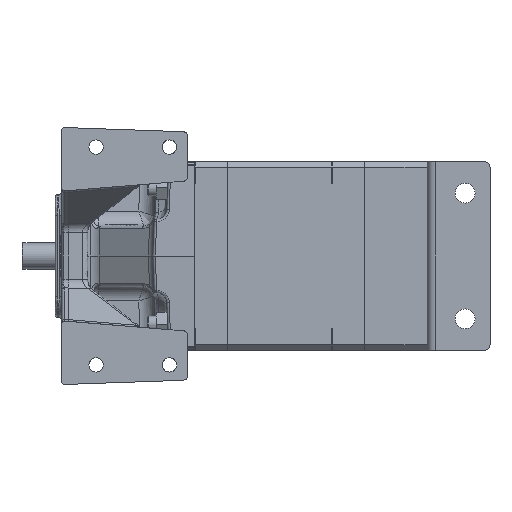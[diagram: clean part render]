
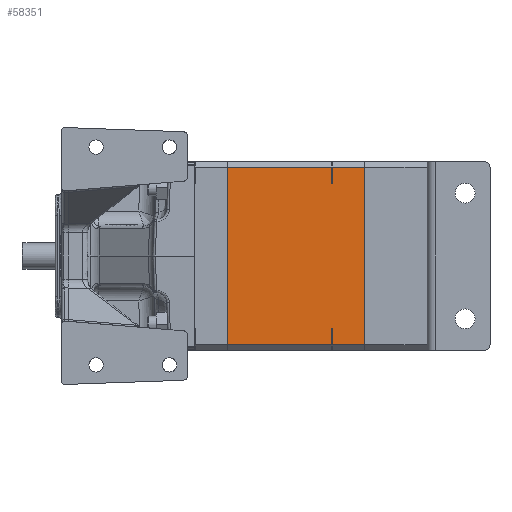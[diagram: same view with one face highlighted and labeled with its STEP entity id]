
A CAD part, front view. The second image highlights one B-rep face of the part: STEP entity #58351.
In plain terms, the highlighted planar face has unit normal (0, -1, 0).
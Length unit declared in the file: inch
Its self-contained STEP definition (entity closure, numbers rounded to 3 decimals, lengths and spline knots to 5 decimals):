
#847 = EDGE_CURVE ( 'NONE', #174576, #140200, #91820, .T. ) ;
#936 = DIRECTION ( 'NONE',  ( 0., 0., 1. ) ) ;
#2051 = DIRECTION ( 'NONE',  ( -1., 0., 0. ) ) ;
#5356 = VECTOR ( 'NONE', #108017, 39.37008 ) ;
#6653 = CARTESIAN_POINT ( 'NONE',  ( 6.5355, -6., 4.54 ) ) ;
#6720 = VECTOR ( 'NONE', #33988, 39.37008 ) ;
#8958 = CARTESIAN_POINT ( 'NONE',  ( 1.5655, -6., 3.47948 ) ) ;
#10238 = CARTESIAN_POINT ( 'NONE',  ( 8.2905, -6., -4.25 ) ) ;
#10960 = VERTEX_POINT ( 'NONE', #114910 ) ;
#11115 = CARTESIAN_POINT ( 'NONE',  ( 1.5655, -6., 4.54 ) ) ;
#11326 = ORIENTED_EDGE ( 'NONE', *, *, #92019, .F. ) ;
#18074 = DIRECTION ( 'NONE',  ( 0., 0., -1. ) ) ;
#20131 = CARTESIAN_POINT ( 'NONE',  ( 6.5355, -6., 4.25 ) ) ;
#20540 = VECTOR ( 'NONE', #70311, 39.37008 ) ;
#21589 = CARTESIAN_POINT ( 'NONE',  ( 1.5525, -6., 3.47948 ) ) ;
#22020 = ORIENTED_EDGE ( 'NONE', *, *, #160987, .T. ) ;
#22561 = LINE ( 'NONE', #187196, #20540 ) ;
#23516 = FACE_OUTER_BOUND ( 'NONE', #85578, .T. ) ;
#24950 = DIRECTION ( 'NONE',  ( 1., 0., 0. ) ) ;
#31353 = CARTESIAN_POINT ( 'NONE',  ( 1.5655, -6., 3.47948 ) ) ;
#32390 = LINE ( 'NONE', #161213, #178564 ) ;
#33988 = DIRECTION ( 'NONE',  ( 1., 0., 0. ) ) ;
#34542 = ORIENTED_EDGE ( 'NONE', *, *, #121516, .F. ) ;
#35190 = EDGE_CURVE ( 'NONE', #62348, #101928, #22561, .T. ) ;
#36661 = VERTEX_POINT ( 'NONE', #161062 ) ;
#39026 = VECTOR ( 'NONE', #171483, 39.37008 ) ;
#39739 = ORIENTED_EDGE ( 'NONE', *, *, #114479, .T. ) ;
#40513 = CARTESIAN_POINT ( 'NONE',  ( 6.5355, -6., -3.47948 ) ) ;
#40933 = ORIENTED_EDGE ( 'NONE', *, *, #146007, .T. ) ;
#42662 = VECTOR ( 'NONE', #18074, 39.37008 ) ;
#43319 = EDGE_CURVE ( 'NONE', #10960, #36661, #109434, .T. ) ;
#44723 = CARTESIAN_POINT ( 'NONE',  ( 6.5655, -6., 3.47948 ) ) ;
#45419 = CARTESIAN_POINT ( 'NONE',  ( 8.101, -6., 4.25 ) ) ;
#47767 = VERTEX_POINT ( 'NONE', #31353 ) ;
#48899 = CARTESIAN_POINT ( 'NONE',  ( 6.5655, -6., -4.25 ) ) ;
#49909 = CARTESIAN_POINT ( 'NONE',  ( 6.5355, -6., 4.54 ) ) ;
#50355 = CARTESIAN_POINT ( 'NONE',  ( 6.5655, -6., 4.25 ) ) ;
#51704 = AXIS2_PLACEMENT_3D ( 'NONE', #161089, #88300, #936 ) ;
#52215 = EDGE_CURVE ( 'NONE', #103138, #140200, #180802, .T. ) ;
#53832 = LINE ( 'NONE', #61322, #131478 ) ;
#54225 = ORIENTED_EDGE ( 'NONE', *, *, #133361, .T. ) ;
#57798 = CARTESIAN_POINT ( 'NONE',  ( 6.5655, -6., -3.47948 ) ) ;
#58351 = ADVANCED_FACE ( 'NONE', ( #23516 ), #58966, .F. ) ;
#58442 = CARTESIAN_POINT ( 'NONE',  ( 6.5655, -6., 4.54 ) ) ;
#58728 = VECTOR ( 'NONE', #160576, 39.37008 ) ;
#58966 = PLANE ( 'NONE',  #51704 ) ;
#60898 = EDGE_CURVE ( 'NONE', #101928, #140473, #171412, .T. ) ;
#61322 = CARTESIAN_POINT ( 'NONE',  ( 8.2905, -6., 4.25 ) ) ;
#62348 = VERTEX_POINT ( 'NONE', #57798 ) ;
#70311 = DIRECTION ( 'NONE',  ( 0., 0., -1. ) ) ;
#73368 = DIRECTION ( 'NONE',  ( -1., 0., 0. ) ) ;
#77874 = CARTESIAN_POINT ( 'NONE',  ( 1.5655, -6., 4.54 ) ) ;
#80092 = CARTESIAN_POINT ( 'NONE',  ( 6.5655, -6., 3.47948 ) ) ;
#81361 = CARTESIAN_POINT ( 'NONE',  ( 6.5355, -6., -4.25 ) ) ;
#84918 = VECTOR ( 'NONE', #98460, 39.37008 ) ;
#85578 = EDGE_LOOP ( 'NONE', ( #176620, #54225, #22020, #39739, #150225, #160798, #40933, #11326, #127530, #34542, #91442, #93825, #88710, #134994, #118714, #115923 ) ) ;
#87019 = VECTOR ( 'NONE', #73368, 39.37008 ) ;
#88300 = DIRECTION ( 'NONE',  ( 0., 1., 0. ) ) ;
#88710 = ORIENTED_EDGE ( 'NONE', *, *, #105824, .T. ) ;
#90825 = EDGE_CURVE ( 'NONE', #188216, #47767, #155699, .T. ) ;
#91442 = ORIENTED_EDGE ( 'NONE', *, *, #126577, .F. ) ;
#91820 = LINE ( 'NONE', #49909, #42662 ) ;
#91937 = CARTESIAN_POINT ( 'NONE',  ( 6.5505, -6., -4.25 ) ) ;
#92019 = EDGE_CURVE ( 'NONE', #47767, #138688, #162609, .T. ) ;
#93825 = ORIENTED_EDGE ( 'NONE', *, *, #43319, .F. ) ;
#95192 = LINE ( 'NONE', #187589, #124844 ) ;
#98460 = DIRECTION ( 'NONE',  ( 0., 0., 1. ) ) ;
#101928 = VERTEX_POINT ( 'NONE', #48899 ) ;
#102600 = CARTESIAN_POINT ( 'NONE',  ( 6.5355, -6., 3.47948 ) ) ;
#103138 = VERTEX_POINT ( 'NONE', #80092 ) ;
#105824 = EDGE_CURVE ( 'NONE', #10960, #135355, #123057, .T. ) ;
#107419 = VECTOR ( 'NONE', #121257, 39.37008 ) ;
#108017 = DIRECTION ( 'NONE',  ( 0., 0., -1. ) ) ;
#109100 = DIRECTION ( 'NONE',  ( 1., 0., 0. ) ) ;
#109434 = LINE ( 'NONE', #77874, #107419 ) ;
#109679 = VECTOR ( 'NONE', #147178, 39.37008 ) ;
#113803 = VERTEX_POINT ( 'NONE', #50355 ) ;
#114479 = EDGE_CURVE ( 'NONE', #113803, #103138, #170642, .T. ) ;
#114910 = CARTESIAN_POINT ( 'NONE',  ( 1.5655, -6., -4.25 ) ) ;
#115923 = ORIENTED_EDGE ( 'NONE', *, *, #35190, .T. ) ;
#117173 = LINE ( 'NONE', #6653, #5356 ) ;
#118714 = ORIENTED_EDGE ( 'NONE', *, *, #164636, .T. ) ;
#119771 = CARTESIAN_POINT ( 'NONE',  ( 8.101, -6., -4.25 ) ) ;
#121257 = DIRECTION ( 'NONE',  ( 0., 0., 1. ) ) ;
#121429 = VECTOR ( 'NONE', #109100, 39.37008 ) ;
#121516 = EDGE_CURVE ( 'NONE', #166588, #188216, #148562, .T. ) ;
#123057 = LINE ( 'NONE', #91937, #6720 ) ;
#124249 = EDGE_CURVE ( 'NONE', #153067, #135355, #117173, .T. ) ;
#124844 = VECTOR ( 'NONE', #159312, 39.37008 ) ;
#126577 = EDGE_CURVE ( 'NONE', #36661, #166588, #95192, .T. ) ;
#127530 = ORIENTED_EDGE ( 'NONE', *, *, #90825, .F. ) ;
#131478 = VECTOR ( 'NONE', #2051, 39.37008 ) ;
#131779 = DIRECTION ( 'NONE',  ( 1., 0., 0. ) ) ;
#133361 = EDGE_CURVE ( 'NONE', #140473, #136187, #155443, .T. ) ;
#134994 = ORIENTED_EDGE ( 'NONE', *, *, #124249, .F. ) ;
#135355 = VERTEX_POINT ( 'NONE', #81361 ) ;
#136187 = VERTEX_POINT ( 'NONE', #45419 ) ;
#138688 = VERTEX_POINT ( 'NONE', #148615 ) ;
#140200 = VERTEX_POINT ( 'NONE', #102600 ) ;
#140473 = VERTEX_POINT ( 'NONE', #119771 ) ;
#146007 = EDGE_CURVE ( 'NONE', #174576, #138688, #160125, .T. ) ;
#147178 = DIRECTION ( 'NONE',  ( 0., 0., 1. ) ) ;
#148562 = LINE ( 'NONE', #161922, #109679 ) ;
#148615 = CARTESIAN_POINT ( 'NONE',  ( 1.5655, -6., 4.25 ) ) ;
#150225 = ORIENTED_EDGE ( 'NONE', *, *, #52215, .T. ) ;
#153067 = VERTEX_POINT ( 'NONE', #40513 ) ;
#155443 = LINE ( 'NONE', #156733, #39026 ) ;
#155699 = LINE ( 'NONE', #8958, #121429 ) ;
#156733 = CARTESIAN_POINT ( 'NONE',  ( 8.101, -6., 4.54 ) ) ;
#159312 = DIRECTION ( 'NONE',  ( -1., 0., 0. ) ) ;
#159858 = CARTESIAN_POINT ( 'NONE',  ( 1.5525, -6., -3.47948 ) ) ;
#160125 = LINE ( 'NONE', #160801, #87019 ) ;
#160576 = DIRECTION ( 'NONE',  ( 0., 0., -1. ) ) ;
#160798 = ORIENTED_EDGE ( 'NONE', *, *, #847, .F. ) ;
#160801 = CARTESIAN_POINT ( 'NONE',  ( 1.5505, -6., 4.25 ) ) ;
#160987 = EDGE_CURVE ( 'NONE', #136187, #113803, #53832, .T. ) ;
#161062 = CARTESIAN_POINT ( 'NONE',  ( 1.5655, -6., -3.47948 ) ) ;
#161089 = CARTESIAN_POINT ( 'NONE',  ( 8.2905, -6., 4.54 ) ) ;
#161213 = CARTESIAN_POINT ( 'NONE',  ( 6.5655, -6., -3.47948 ) ) ;
#161512 = DIRECTION ( 'NONE',  ( -1., 0., 0. ) ) ;
#161922 = CARTESIAN_POINT ( 'NONE',  ( 1.5525, -6., 4.54 ) ) ;
#162609 = LINE ( 'NONE', #11115, #84918 ) ;
#164636 = EDGE_CURVE ( 'NONE', #153067, #62348, #32390, .T. ) ;
#166588 = VERTEX_POINT ( 'NONE', #159858 ) ;
#169216 = VECTOR ( 'NONE', #24950, 39.37008 ) ;
#170642 = LINE ( 'NONE', #58442, #58728 ) ;
#171412 = LINE ( 'NONE', #10238, #169216 ) ;
#171483 = DIRECTION ( 'NONE',  ( 0., 0., 1. ) ) ;
#174576 = VERTEX_POINT ( 'NONE', #20131 ) ;
#176620 = ORIENTED_EDGE ( 'NONE', *, *, #60898, .T. ) ;
#178564 = VECTOR ( 'NONE', #131779, 39.37008 ) ;
#180650 = VECTOR ( 'NONE', #161512, 39.37008 ) ;
#180802 = LINE ( 'NONE', #44723, #180650 ) ;
#187196 = CARTESIAN_POINT ( 'NONE',  ( 6.5655, -6., 4.54 ) ) ;
#187589 = CARTESIAN_POINT ( 'NONE',  ( 1.5655, -6., -3.47948 ) ) ;
#188216 = VERTEX_POINT ( 'NONE', #21589 ) ;
